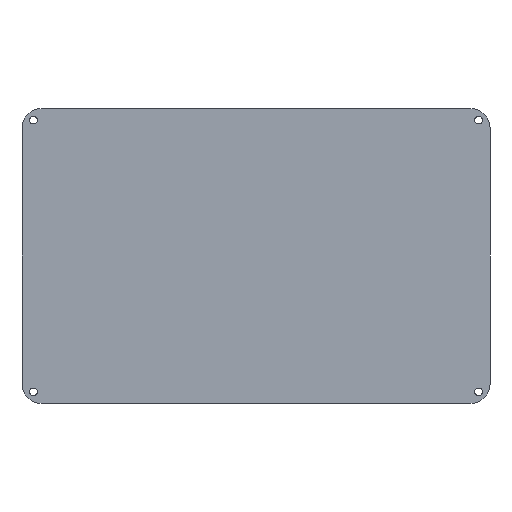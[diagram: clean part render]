
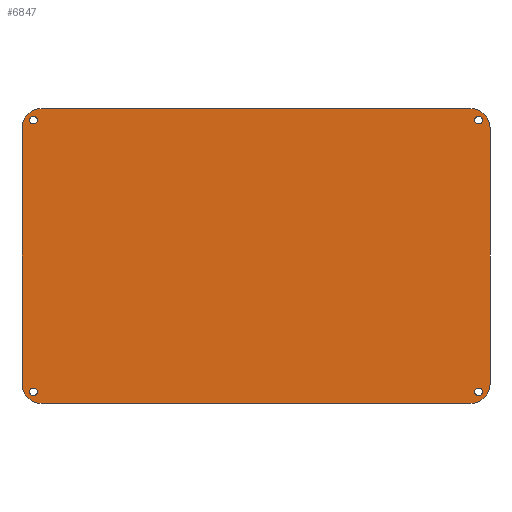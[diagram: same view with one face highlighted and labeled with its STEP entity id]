
A CAD part, left-side view. The second image highlights one B-rep face of the part: STEP entity #6847.
In plain terms, the highlighted planar face has unit normal (-1, 0, 0).
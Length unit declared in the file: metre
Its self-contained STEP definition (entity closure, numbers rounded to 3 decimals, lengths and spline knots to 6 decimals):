
#249=CIRCLE('',#7314,0.001);
#250=CIRCLE('',#7316,0.001);
#251=CIRCLE('',#7318,0.001);
#252=CIRCLE('',#7320,0.001);
#253=CIRCLE('',#7323,0.005);
#254=CIRCLE('',#7324,0.005);
#255=CIRCLE('',#7325,0.005);
#256=CIRCLE('',#7326,0.005);
#823=ORIENTED_EDGE('',*,*,#2903,.T.);
#824=ORIENTED_EDGE('',*,*,#2902,.T.);
#825=ORIENTED_EDGE('',*,*,#2901,.T.);
#826=ORIENTED_EDGE('',*,*,#2900,.T.);
#827=ORIENTED_EDGE('',*,*,#2905,.T.);
#828=ORIENTED_EDGE('',*,*,#2907,.T.);
#829=ORIENTED_EDGE('',*,*,#2897,.F.);
#830=ORIENTED_EDGE('',*,*,#2908,.T.);
#831=ORIENTED_EDGE('',*,*,#2894,.F.);
#832=ORIENTED_EDGE('',*,*,#2909,.T.);
#833=ORIENTED_EDGE('',*,*,#2892,.T.);
#834=ORIENTED_EDGE('',*,*,#2910,.T.);
#2892=EDGE_CURVE('',#3938,#3937,#4508,.T.);
#2894=EDGE_CURVE('',#3939,#3940,#4510,.T.);
#2897=EDGE_CURVE('',#3941,#3942,#4513,.T.);
#2900=EDGE_CURVE('',#3943,#3943,#249,.T.);
#2901=EDGE_CURVE('',#3944,#3944,#250,.T.);
#2902=EDGE_CURVE('',#3945,#3945,#251,.T.);
#2903=EDGE_CURVE('',#3946,#3946,#252,.T.);
#2905=EDGE_CURVE('',#3948,#3947,#4517,.T.);
#2907=EDGE_CURVE('',#3947,#3942,#253,.F.);
#2908=EDGE_CURVE('',#3941,#3940,#254,.F.);
#2909=EDGE_CURVE('',#3939,#3938,#255,.F.);
#2910=EDGE_CURVE('',#3937,#3948,#256,.F.);
#3937=VERTEX_POINT('',#10172);
#3938=VERTEX_POINT('',#10174);
#3939=VERTEX_POINT('',#10178);
#3940=VERTEX_POINT('',#10179);
#3941=VERTEX_POINT('',#10184);
#3942=VERTEX_POINT('',#10185);
#3943=VERTEX_POINT('',#10190);
#3944=VERTEX_POINT('',#10193);
#3945=VERTEX_POINT('',#10196);
#3946=VERTEX_POINT('',#10199);
#3947=VERTEX_POINT('',#10202);
#3948=VERTEX_POINT('',#10204);
#4508=LINE('',#10173,#5240);
#4510=LINE('',#10177,#5242);
#4513=LINE('',#10183,#5245);
#4517=LINE('',#10203,#5249);
#5240=VECTOR('',#8073,1.);
#5242=VECTOR('',#8077,1.);
#5245=VECTOR('',#8082,1.);
#5249=VECTOR('',#8104,1.);
#5824=EDGE_LOOP('',(#823));
#5825=EDGE_LOOP('',(#824));
#5826=EDGE_LOOP('',(#825));
#5827=EDGE_LOOP('',(#826));
#5828=EDGE_LOOP('',(#827,#828,#829,#830,#831,#832,#833,#834));
#6240=FACE_BOUND('',#5824,.T.);
#6241=FACE_BOUND('',#5825,.T.);
#6242=FACE_BOUND('',#5826,.T.);
#6243=FACE_BOUND('',#5827,.T.);
#6244=FACE_BOUND('',#5828,.T.);
#6622=PLANE('',#7322);
#6847=ADVANCED_FACE('',(#6240,#6241,#6242,#6243,#6244),#6622,.F.);
#7314=AXIS2_PLACEMENT_3D('',#10189,#8087,#8088);
#7316=AXIS2_PLACEMENT_3D('',#10192,#8091,#8092);
#7318=AXIS2_PLACEMENT_3D('',#10195,#8095,#8096);
#7320=AXIS2_PLACEMENT_3D('',#10198,#8099,#8100);
#7322=AXIS2_PLACEMENT_3D('',#10206,#8106,#8107);
#7323=AXIS2_PLACEMENT_3D('',#10207,#8108,#8109);
#7324=AXIS2_PLACEMENT_3D('',#10208,#8110,#8111);
#7325=AXIS2_PLACEMENT_3D('',#10209,#8112,#8113);
#7326=AXIS2_PLACEMENT_3D('',#10210,#8114,#8115);
#8073=DIRECTION('',(0.,-1.,0.));
#8077=DIRECTION('',(0.,0.,1.));
#8082=DIRECTION('',(0.,-1.,0.));
#8087=DIRECTION('',(1.,0.,0.));
#8088=DIRECTION('',(0.,0.,-1.));
#8091=DIRECTION('',(1.,0.,0.));
#8092=DIRECTION('',(0.,0.,-1.));
#8095=DIRECTION('',(1.,0.,0.));
#8096=DIRECTION('',(0.,0.,-1.));
#8099=DIRECTION('',(1.,0.,0.));
#8100=DIRECTION('',(0.,0.,-1.));
#8104=DIRECTION('',(0.,0.,1.));
#8106=DIRECTION('',(1.,0.,0.));
#8107=DIRECTION('',(0.,1.,0.));
#8108=DIRECTION('',(1.,0.,0.));
#8109=DIRECTION('',(0.,0.,-1.));
#8110=DIRECTION('',(1.,0.,0.));
#8111=DIRECTION('',(0.,0.,-1.));
#8112=DIRECTION('',(1.,0.,0.));
#8113=DIRECTION('',(0.,0.,-1.));
#8114=DIRECTION('',(1.,0.,0.));
#8115=DIRECTION('',(0.,0.,-1.));
#10172=CARTESIAN_POINT('',(0.,-0.053436,-0.038658));
#10173=CARTESIAN_POINT('',(0.,0.002964,-0.038658));
#10174=CARTESIAN_POINT('',(0.,0.059364,-0.038658));
#10177=CARTESIAN_POINT('',(0.,0.064364,0.));
#10178=CARTESIAN_POINT('',(0.,0.064364,-0.033658));
#10179=CARTESIAN_POINT('',(0.,0.064364,0.033658));
#10183=CARTESIAN_POINT('',(0.,0.002964,0.038658));
#10184=CARTESIAN_POINT('',(0.,0.059364,0.038658));
#10185=CARTESIAN_POINT('',(0.,-0.053436,0.038658));
#10189=CARTESIAN_POINT('',(0.,-0.055436,0.035658));
#10190=CARTESIAN_POINT('',(0.,-0.055436,0.034658));
#10192=CARTESIAN_POINT('',(0.,0.061364,0.035658));
#10193=CARTESIAN_POINT('',(0.,0.061364,0.034658));
#10195=CARTESIAN_POINT('',(0.,0.061364,-0.035658));
#10196=CARTESIAN_POINT('',(0.,0.061364,-0.036658));
#10198=CARTESIAN_POINT('',(0.,-0.055436,-0.035658));
#10199=CARTESIAN_POINT('',(0.,-0.055436,-0.036658));
#10202=CARTESIAN_POINT('',(0.,-0.058436,0.033658));
#10203=CARTESIAN_POINT('',(0.,-0.058436,0.));
#10204=CARTESIAN_POINT('',(0.,-0.058436,-0.033658));
#10206=CARTESIAN_POINT('',(0.,0.002964,0.));
#10207=CARTESIAN_POINT('',(0.,-0.053436,0.033658));
#10208=CARTESIAN_POINT('',(0.,0.059364,0.033658));
#10209=CARTESIAN_POINT('',(0.,0.059364,-0.033658));
#10210=CARTESIAN_POINT('',(0.,-0.053436,-0.033658));
